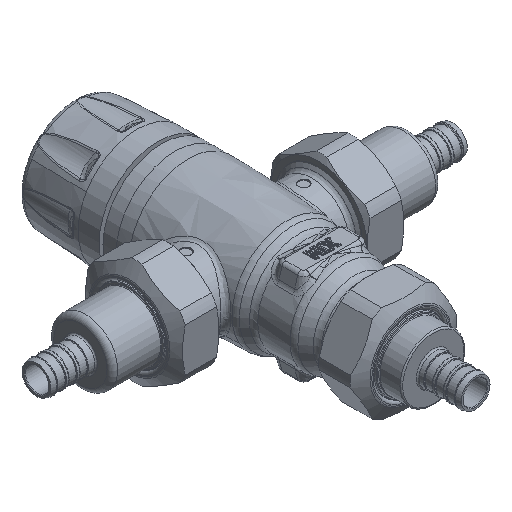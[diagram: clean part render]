
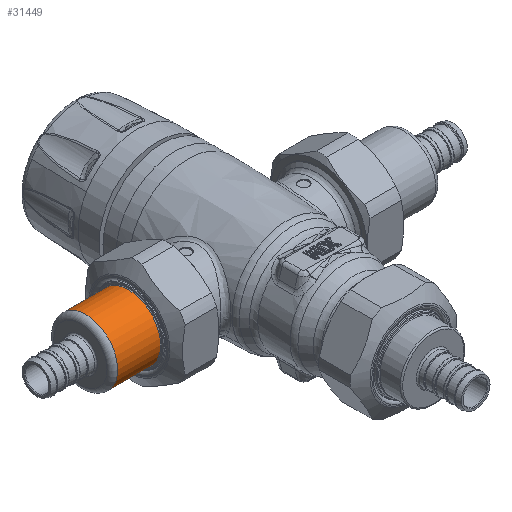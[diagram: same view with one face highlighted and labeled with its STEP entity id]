
A CAD part, isometric view. The second image highlights one B-rep face of the part: STEP entity #31449.
In plain terms, the highlighted cylindrical face has radius 12.192 mm (diameter 24.384 mm), a full revolution.
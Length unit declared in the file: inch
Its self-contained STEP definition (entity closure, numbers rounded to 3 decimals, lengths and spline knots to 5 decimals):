
#3193=FACE_OUTER_BOUND('',#5154,.T.);
#5154=EDGE_LOOP('',(#24296,#24297,#24298,#24299,#24300,#24301));
#6996=CIRCLE('',#34202,0.48);
#6997=CIRCLE('',#34203,0.48);
#6999=CIRCLE('',#34207,0.48);
#7000=CIRCLE('',#34208,0.48);
#8346=LINE('',#90273,#9938);
#9938=VECTOR('',#40313,0.48);
#13164=VERTEX_POINT('',#90261);
#13165=VERTEX_POINT('',#90263);
#13167=VERTEX_POINT('',#90270);
#13168=VERTEX_POINT('',#90271);
#17057=EDGE_CURVE('',#13164,#13165,#6996,.T.);
#17058=EDGE_CURVE('',#13165,#13164,#6997,.T.);
#17060=EDGE_CURVE('',#13167,#13168,#6999,.T.);
#17061=EDGE_CURVE('',#13167,#13165,#8346,.T.);
#17062=EDGE_CURVE('',#13168,#13167,#7000,.T.);
#24296=ORIENTED_EDGE('',*,*,#17060,.F.);
#24297=ORIENTED_EDGE('',*,*,#17061,.T.);
#24298=ORIENTED_EDGE('',*,*,#17057,.F.);
#24299=ORIENTED_EDGE('',*,*,#17058,.F.);
#24300=ORIENTED_EDGE('',*,*,#17061,.F.);
#24301=ORIENTED_EDGE('',*,*,#17062,.F.);
#28192=CYLINDRICAL_SURFACE('',#34206,0.48);
#31449=ADVANCED_FACE('',(#3193),#28192,.T.);
#34202=AXIS2_PLACEMENT_3D('',#90264,#40301,#40302);
#34203=AXIS2_PLACEMENT_3D('',#90265,#40303,#40304);
#34206=AXIS2_PLACEMENT_3D('',#90269,#40309,#40310);
#34207=AXIS2_PLACEMENT_3D('',#90272,#40311,#40312);
#34208=AXIS2_PLACEMENT_3D('',#90274,#40314,#40315);
#40301=DIRECTION('center_axis',(1.,0.,0.));
#40302=DIRECTION('ref_axis',(0.,0.,-1.));
#40303=DIRECTION('center_axis',(1.,0.,0.));
#40304=DIRECTION('ref_axis',(0.,0.,-1.));
#40309=DIRECTION('center_axis',(-1.,0.,0.));
#40310=DIRECTION('ref_axis',(0.,0.,-1.));
#40311=DIRECTION('center_axis',(-1.,0.,0.));
#40312=DIRECTION('ref_axis',(0.,0.,-1.));
#40313=DIRECTION('',(1.,0.,0.));
#40314=DIRECTION('center_axis',(-1.,0.,0.));
#40315=DIRECTION('ref_axis',(0.,0.,-1.));
#90261=CARTESIAN_POINT('',(-1.7448,0.,-0.48));
#90263=CARTESIAN_POINT('',(-1.7448,0.,0.48));
#90264=CARTESIAN_POINT('Origin',(-1.7448,0.,0.));
#90265=CARTESIAN_POINT('Origin',(-1.7448,0.,0.));
#90269=CARTESIAN_POINT('Origin',(-1.5748,0.,0.));
#90270=CARTESIAN_POINT('',(-2.3885,0.,0.48));
#90271=CARTESIAN_POINT('',(-2.3885,0.,-0.48));
#90272=CARTESIAN_POINT('Origin',(-2.3885,0.,0.));
#90273=CARTESIAN_POINT('',(-1.5748,0.,0.48));
#90274=CARTESIAN_POINT('Origin',(-2.3885,0.,0.));
